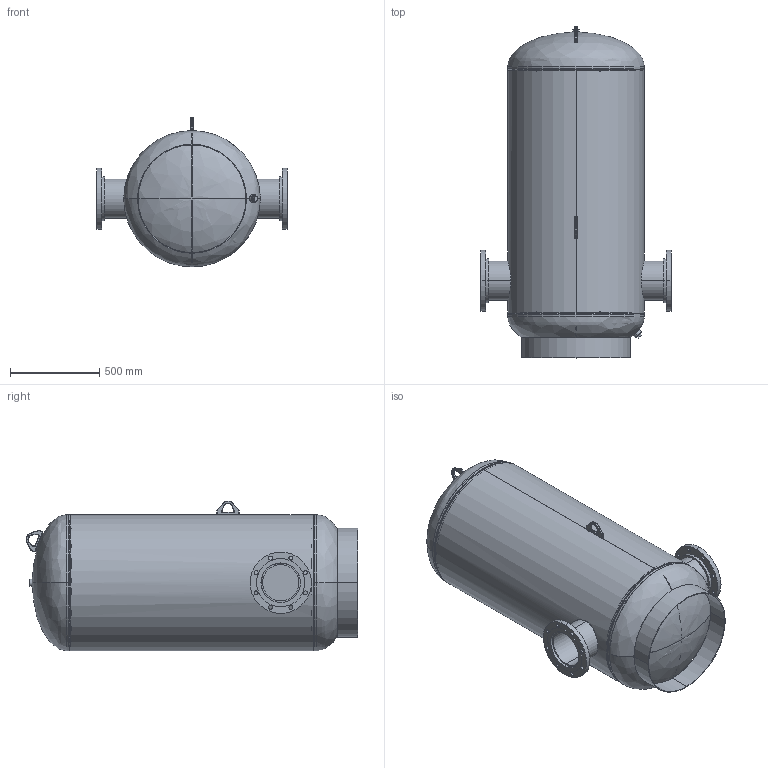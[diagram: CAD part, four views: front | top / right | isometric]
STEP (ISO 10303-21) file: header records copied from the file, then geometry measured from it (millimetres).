
FILE_DESCRIPTION (( 'STEP AP203' ), '1' );
FILE_NAME ('CBT-200-8F.STEP', '2021-03-22T15:05:57', ( '' ), ( '' ), 'SwSTEP 2.0', 'SolidWorks 2021', '' );
FILE_SCHEMA (( 'CONFIG_CONTROL_DESIGN' ));
Length unit declared in the file: inch
Products named in the file (14): 99Q0512; 55A0806_default; 99B0869; 9400542; CBT-200-8F; 9200190; 9301120_7; PLUGS_9500150; 55K0266; SORF FLANGES ASME B16.5_8 150# SA-105; 9455030; 9500050; 9500040
Assembly tree (26 placements, depth 3):
  CBT-200-8F
    99B0869
    9200190
    9200190
    9500040
    9500050
    PLUGS_9500150
    55A0806_default  x2
      9301120_7
      SORF FLANGES ASME B16.5_8 150# SA-105
    9455030
    55K0266  x12
    9400542  x2
    99Q0512
Bounding box: 1066.8 x 1856.25 x 837.55 mm (x, y, z)
Volume: 27161889.8 mm3; surface area: 12490304.4 mm2
Topology: 26 solids, 26 shells, 389 faces, 870 edges, 534 vertices
Faces by surface type: cylinder 167, plane 140, torus 56, cone 16, bspline 10
Entity records: 10287 total; most frequent: CARTESIAN_POINT 3115, DIRECTION 1244, ORIENTED_EDGE 1020, AXIS2_PLACEMENT_3D 517, EDGE_CURVE 510, VERTEX_POINT 310, CIRCLE 270, EDGE_LOOP 264
